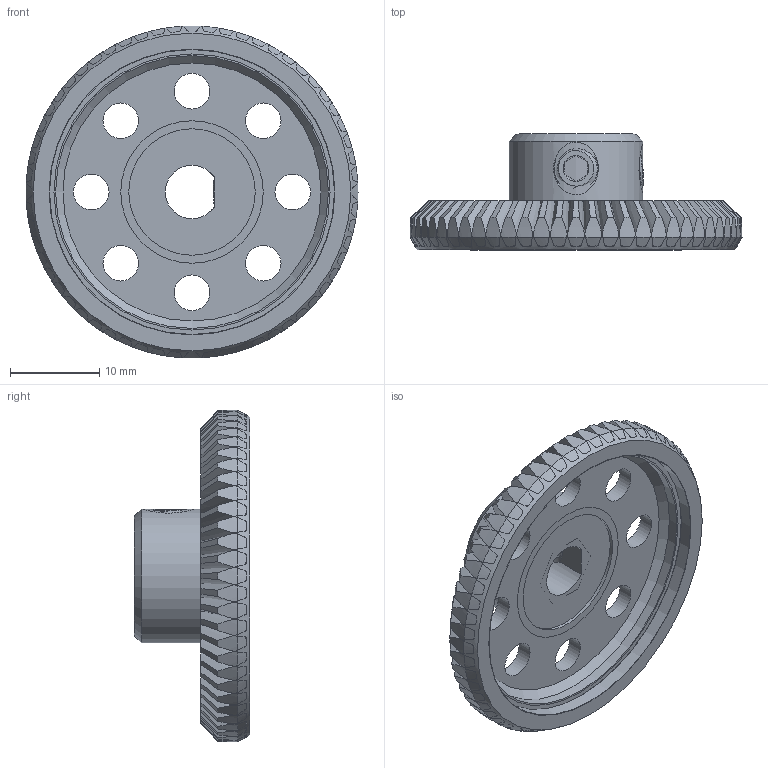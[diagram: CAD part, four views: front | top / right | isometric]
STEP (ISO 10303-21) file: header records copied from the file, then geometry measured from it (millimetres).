
FILE_DESCRIPTION(/* description */ ('STEP AP242','CAx-IF Rec.Pracs.---Representation and Presentation of Product Manufacturing Information (PMI)---4.0---2014-10-13','CAx-IF Rec.Pracs.---3D Tessellated Geometry---0.4---2014-09-14','2;1'),/* implementation_level */ '2;1');
FILE_NAME(/* name */ '668c8a251ccbe10d719d83f4',/* time_stamp */ '2024-07-09T00:53:58Z',/* author */ (''),/* organization */ (''),/* preprocessor_version */ 'ST-DEVELOPER v20',/* originating_system */ ' ',/* authorisation */ ' ');
FILE_SCHEMA (('AP242_MANAGED_MODEL_BASED_3D_ENGINEERING_MIM_LF { 1 0 10303 442 1 1 4 }'));
Length unit declared in the file: metre
Products named in the file (2): 2315 Series Steel, MOD 1.25 Miter Gear (8mm REX Bore, 30 Tooth) 2315-
4008-0030; 2315 Series Steel, MOD 1.25 Miter Gear (6mm D-Bore, 30 Tooth) 2315-10
06-0030
Bounding box: 37.28 x 13 x 37.28 mm (x, y, z)
Volume: 6039.7 mm3; surface area: 7790 mm2
Topology: 2 solids, 2 shells, 712 faces, 2139 edges, 1436 vertices
Faces by surface type: bspline 260, cylinder 230, plane 121, cone 101
Full cylindrical faces by diameter (mm): 4 x16, 14.2 x1, 15 x2, 16 x1, 30.627 x1, 31 x1, 32 x1, 32.1 x1
Entity records: 29881 total; most frequent: CARTESIAN_POINT 13314, ORIENTED_EDGE 4140, DIRECTION 2274, EDGE_CURVE 2070, VERTEX_POINT 1417, B_SPLINE_CURVE_WITH_KNOTS 1116, AXIS2_PLACEMENT_3D 971, FACE_BOUND 809
